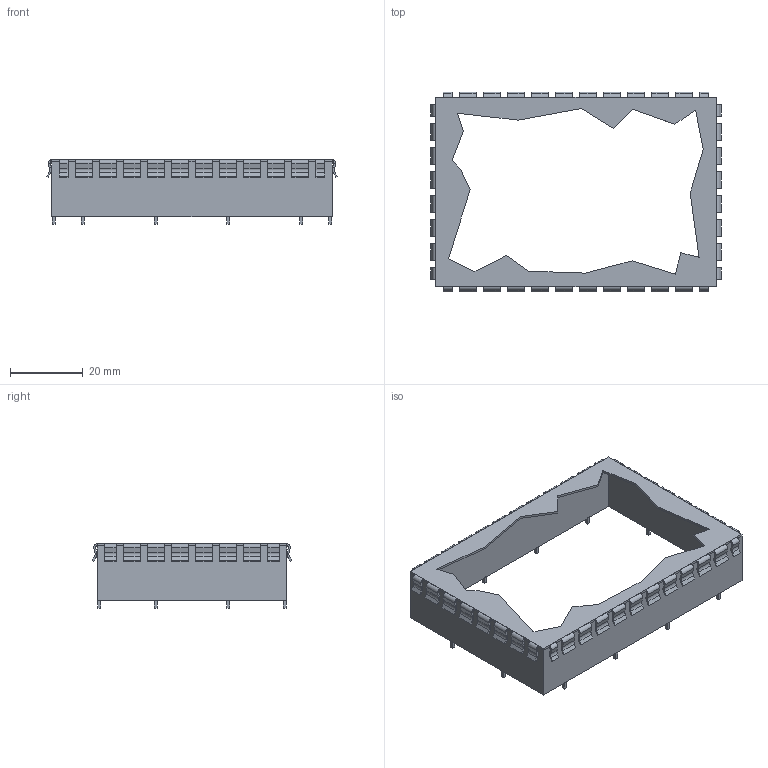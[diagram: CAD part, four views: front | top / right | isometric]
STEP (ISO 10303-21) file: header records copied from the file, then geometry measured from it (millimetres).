
FILE_DESCRIPTION(/* description */ (''),/* implementation_level */ '2;1');
FILE_NAME(/* name */ 'MSBOX_PERANCEA_PFL9T.stp',/* time_stamp */ '2017-05-11T12:22:41+02:00',/* author */ ('jchouvet'),/* organization */ (''),/* preprocessor_version */ 'ST-DEVELOPER v16.1',/* originating_system */ 'AutoCAD Mechanical',/* authorisation */ '');
FILE_SCHEMA (('AUTOMOTIVE_DESIGN { 1 0 10303 214 3 1 1 }'));
Length unit declared in the file: millimetre
Products named in the file (1): Product
Bounding box: 79.88 x 54.86 x 17.7 mm (x, y, z)
Volume: 5177.2 mm3; surface area: 13531.9 mm2
Topology: 54 solids, 54 shells, 674 faces, 1698 edges, 1132 vertices
Faces by surface type: plane 514, cylinder 160
Entity records: 20065 total; most frequent: CARTESIAN_POINT 3505, ORIENTED_EDGE 3396, DIRECTION 3368, EDGE_CURVE 1698, LINE 1378, VECTOR 1378, VERTEX_POINT 1132, AXIS2_PLACEMENT_3D 995
